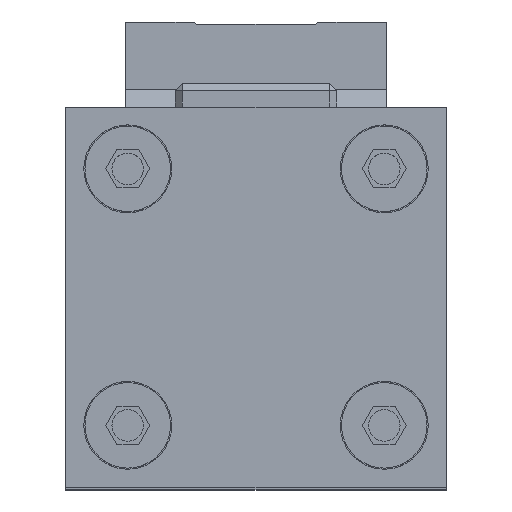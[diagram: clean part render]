
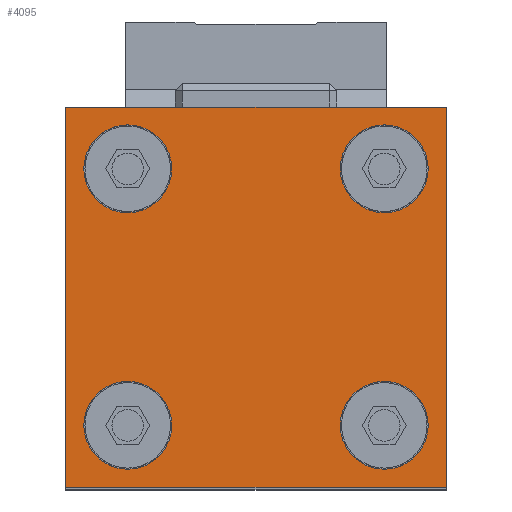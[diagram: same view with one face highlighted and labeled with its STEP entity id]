
A CAD part, top view. The second image highlights one B-rep face of the part: STEP entity #4095.
In plain terms, the highlighted planar face has unit normal (0, 0, 1).
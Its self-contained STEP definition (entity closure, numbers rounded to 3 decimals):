
#3410=CARTESIAN_POINT('',(36.25,21.,318.0));
#3411=VERTEX_POINT('',#3410);
#3412=CARTESIAN_POINT('',(27.,21.,318.0));
#3413=DIRECTION('',(0.0,0.0,-1.0));
#3414=DIRECTION('',(-1.0,0.0,0.0));
#3415=AXIS2_PLACEMENT_3D('',#3412,#3413,#3414);
#3416=CIRCLE('',#3415,9.25);
#3417=EDGE_CURVE('',#3411,#3411,#3416,.T.);
#3478=CARTESIAN_POINT('',(-17.75,21.,318.0));
#3479=VERTEX_POINT('',#3478);
#3480=CARTESIAN_POINT('',(-27.0,21.,318.0));
#3481=DIRECTION('',(0.0,0.0,-1.0));
#3482=DIRECTION('',(-1.0,0.0,0.0));
#3483=AXIS2_PLACEMENT_3D('',#3480,#3481,#3482);
#3484=CIRCLE('',#3483,9.25);
#3485=EDGE_CURVE('',#3479,#3479,#3484,.T.);
#3546=CARTESIAN_POINT('',(36.25,-33.,318.0));
#3547=VERTEX_POINT('',#3546);
#3548=CARTESIAN_POINT('',(27.,-33.,318.0));
#3549=DIRECTION('',(0.0,0.0,-1.0));
#3550=DIRECTION('',(-1.0,0.0,0.0));
#3551=AXIS2_PLACEMENT_3D('',#3548,#3549,#3550);
#3552=CIRCLE('',#3551,9.25);
#3553=EDGE_CURVE('',#3547,#3547,#3552,.T.);
#3614=CARTESIAN_POINT('',(-17.75,-33.,318.0));
#3615=VERTEX_POINT('',#3614);
#3616=CARTESIAN_POINT('',(-27.,-33.,318.0));
#3617=DIRECTION('',(0.0,0.0,-1.0));
#3618=DIRECTION('',(-1.0,0.0,0.0));
#3619=AXIS2_PLACEMENT_3D('',#3616,#3617,#3618);
#3620=CIRCLE('',#3619,9.25);
#3621=EDGE_CURVE('',#3615,#3615,#3620,.T.);
#4044=CARTESIAN_POINT('',(0.0,-6.,318.0));
#4045=DIRECTION('',(0.0,0.0,1.0));
#4046=DIRECTION('',(1.0,0.0,0.0));
#4047=AXIS2_PLACEMENT_3D('',#4044,#4045,#4046);
#4048=PLANE('',#4047);
#4049=CARTESIAN_POINT('',(40.0,34.,318.0));
#4050=VERTEX_POINT('',#4049);
#4051=CARTESIAN_POINT('',(40.,-46.,318.0));
#4052=VERTEX_POINT('',#4051);
#4053=CARTESIAN_POINT('',(40.0,34.,318.0));
#4054=DIRECTION('',(0.0,-1.0,0.0));
#4055=VECTOR('',#4054,80.0);
#4056=LINE('',#4053,#4055);
#4057=EDGE_CURVE('',#4050,#4052,#4056,.T.);
#4058=ORIENTED_EDGE('',*,*,#4057,.F.);
#4059=CARTESIAN_POINT('',(-40.0,34.,318.0));
#4060=VERTEX_POINT('',#4059);
#4061=CARTESIAN_POINT('',(-40.0,34.,318.0));
#4062=DIRECTION('',(1.0,0.0,0.0));
#4063=VECTOR('',#4062,80.0);
#4064=LINE('',#4061,#4063);
#4065=EDGE_CURVE('',#4060,#4050,#4064,.T.);
#4066=ORIENTED_EDGE('',*,*,#4065,.F.);
#4067=CARTESIAN_POINT('',(-40.,-46.,318.0));
#4068=VERTEX_POINT('',#4067);
#4069=CARTESIAN_POINT('',(-40.,-46.,318.0));
#4070=DIRECTION('',(0.0,1.0,0.0));
#4071=VECTOR('',#4070,80.0);
#4072=LINE('',#4069,#4071);
#4073=EDGE_CURVE('',#4068,#4060,#4072,.T.);
#4074=ORIENTED_EDGE('',*,*,#4073,.F.);
#4075=CARTESIAN_POINT('',(40.,-46.,318.0));
#4076=DIRECTION('',(-1.0,0.0,0.0));
#4077=VECTOR('',#4076,80.);
#4078=LINE('',#4075,#4077);
#4079=EDGE_CURVE('',#4052,#4068,#4078,.T.);
#4080=ORIENTED_EDGE('',*,*,#4079,.F.);
#4081=EDGE_LOOP('',(#4058,#4066,#4074,#4080));
#4082=FACE_OUTER_BOUND('',#4081,.T.);
#4083=ORIENTED_EDGE('',*,*,#3417,.T.);
#4084=EDGE_LOOP('',(#4083));
#4085=FACE_BOUND('',#4084,.T.);
#4086=ORIENTED_EDGE('',*,*,#3485,.T.);
#4087=EDGE_LOOP('',(#4086));
#4088=FACE_BOUND('',#4087,.T.);
#4089=ORIENTED_EDGE('',*,*,#3553,.T.);
#4090=EDGE_LOOP('',(#4089));
#4091=FACE_BOUND('',#4090,.T.);
#4092=ORIENTED_EDGE('',*,*,#3621,.T.);
#4093=EDGE_LOOP('',(#4092));
#4094=FACE_BOUND('',#4093,.T.);
#4095=ADVANCED_FACE('',(#4082,#4085,#4088,#4091,#4094),#4048,.T.);
